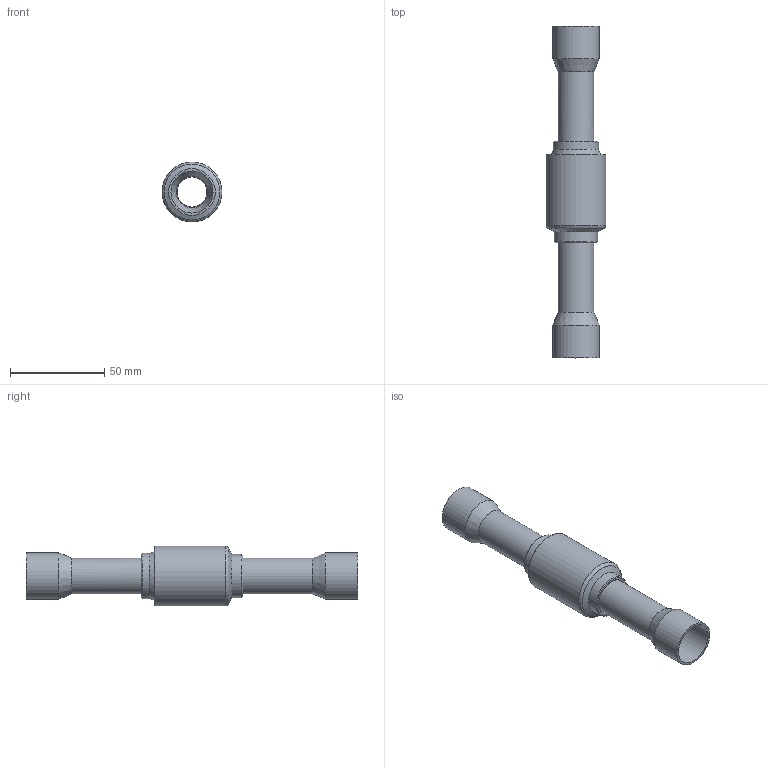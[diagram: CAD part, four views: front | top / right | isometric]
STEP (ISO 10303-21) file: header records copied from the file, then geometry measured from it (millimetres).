
FILE_DESCRIPTION(('TFLEX Exchange Step'),'2;1');
FILE_NAME('020-1058R.stp', '2024-09-17T15:11:55+03:00',('RUCO3026'),('Unknown organisation'),'TFLEX Exchange 2022.1','T-FLEX CAD','Unknown authorisation');
FILE_SCHEMA( ('AUTOMOTIVE_DESIGN { 1 0 10303 214 1 1 1 1 }') );
Length unit declared in the file: millimetre
Products named in the file (1): Nodes
Bounding box: 31.8 x 176 x 31.8 mm (x, y, z)
Volume: 25564.8 mm3; surface area: 26478.1 mm2
Topology: 1 solids, 1 shells, 47 faces, 135 edges, 98 vertices
Faces by surface type: cone 19, cylinder 16, plane 10, torus 2
Full cylindrical faces by diameter (mm): 16 x1, 16.6 x2, 19 x2, 22.3 x2, 23 x1, 24 x1, 24.7 x2, 25 x2, 28.6 x2, 31.8 x1
Entity records: 2413 total; most frequent: CARTESIAN_POINT 1049, DIRECTION 315, ORIENTED_EDGE 270, AXIS2_PLACEMENT_3D 140, EDGE_CURVE 135, VERTEX_POINT 98, CIRCLE 92, EDGE_LOOP 57
